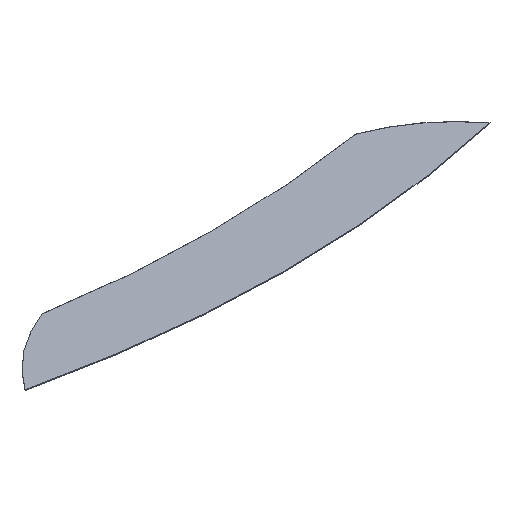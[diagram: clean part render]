
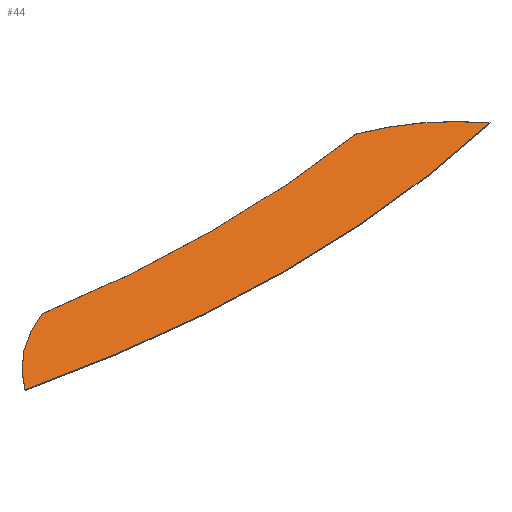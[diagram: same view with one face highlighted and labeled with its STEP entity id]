
A CAD part, isometric view. The second image highlights one B-rep face of the part: STEP entity #44.
In plain terms, the highlighted planar face has unit normal (0.027, 0, 1).
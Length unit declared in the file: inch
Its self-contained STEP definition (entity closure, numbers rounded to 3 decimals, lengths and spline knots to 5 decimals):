
#1 = AXIS2_PLACEMENT_3D ( 'NONE', #23, #146, #47 ) ;
#3 = PLANE ( 'NONE',  #7 ) ;
#5 = DIRECTION ( 'NONE',  ( 0.241, -0.97, -0.007 ) ) ;
#7 = AXIS2_PLACEMENT_3D ( 'NONE', #175, #95, #233 ) ;
#13 = CARTESIAN_POINT ( 'NONE',  ( -6.22463, 0.60956, 0.1942 ) ) ;
#15 = AXIS2_PLACEMENT_3D ( 'NONE', #59, #24, #185 ) ;
#23 = CARTESIAN_POINT ( 'NONE',  ( 0.00065, 32.11698, 0.02389 ) ) ;
#24 = DIRECTION ( 'NONE',  ( 0.027, 0., 1. ) ) ;
#25 = CIRCLE ( 'NONE', #15, 5. ) ;
#44 = ADVANCED_FACE ( 'NONE', ( #217 ), #3, .F. ) ;
#47 = DIRECTION ( 'NONE',  ( 0.241, -0.97, -0.007 ) ) ;
#48 = EDGE_CURVE ( 'NONE', #94, #91, #25, .T. ) ;
#50 = ORIENTED_EDGE ( 'NONE', *, *, #183, .T. ) ;
#59 = CARTESIAN_POINT ( 'NONE',  ( -2.17157, -2.31625, 0.08332 ) ) ;
#71 = ORIENTED_EDGE ( 'NONE', *, *, #48, .T. ) ;
#91 = VERTEX_POINT ( 'NONE', #13 ) ;
#93 = AXIS2_PLACEMENT_3D ( 'NONE', #239, #114, #5 ) ;
#94 = VERTEX_POINT ( 'NONE', #216 ) ;
#95 = DIRECTION ( 'NONE',  ( -0.027, 0., -1. ) ) ;
#97 = DIRECTION ( 'NONE',  ( -0.241, 0.97, 0.007 ) ) ;
#101 = EDGE_CURVE ( 'NONE', #204, #91, #127, .T. ) ;
#103 = ORIENTED_EDGE ( 'NONE', *, *, #101, .F. ) ;
#114 = DIRECTION ( 'NONE',  ( 0.027, 0., 1. ) ) ;
#124 = ORIENTED_EDGE ( 'NONE', *, *, #169, .F. ) ;
#127 = CIRCLE ( 'NONE', #1, 32.11698 ) ;
#130 = DIRECTION ( 'NONE',  ( 0.027, 0., 1. ) ) ;
#146 = DIRECTION ( 'NONE',  ( -0.027, 0., -1. ) ) ;
#151 = CIRCLE ( 'NONE', #214, 30.03698 ) ;
#161 = CIRCLE ( 'NONE', #93, 5. ) ;
#169 = EDGE_CURVE ( 'NONE', #94, #218, #151, .T. ) ;
#170 = EDGE_LOOP ( 'NONE', ( #124, #71, #103, #50 ) ) ;
#175 = CARTESIAN_POINT ( 'NONE',  ( -0.00831, 32.15301, 0.02414 ) ) ;
#183 = EDGE_CURVE ( 'NONE', #204, #218, #161, .T. ) ;
#185 = DIRECTION ( 'NONE',  ( 0.241, -0.97, -0.007 ) ) ;
#204 = VERTEX_POINT ( 'NONE', #222 ) ;
#214 = AXIS2_PLACEMENT_3D ( 'NONE', #248, #130, #97 ) ;
#216 = CARTESIAN_POINT ( 'NONE',  ( -3.97972, 2.3451, 0.13278 ) ) ;
#217 = FACE_OUTER_BOUND ( 'NONE', #170, .T. ) ;
#218 = VERTEX_POINT ( 'NONE', #247 ) ;
#222 = CARTESIAN_POINT ( 'NONE',  ( 7.75443, 0.95074, -0.18823 ) ) ;
#233 = DIRECTION ( 'NONE',  ( 0.241, -0.97, -0.007 ) ) ;
#239 = CARTESIAN_POINT ( 'NONE',  ( 3.84881, -2.16931, -0.08138 ) ) ;
#247 = CARTESIAN_POINT ( 'NONE',  ( 5.42759, 2.5747, -0.12457 ) ) ;
#248 = CARTESIAN_POINT ( 'NONE',  ( 0.00065, 32.11698, 0.02389 ) ) ;
